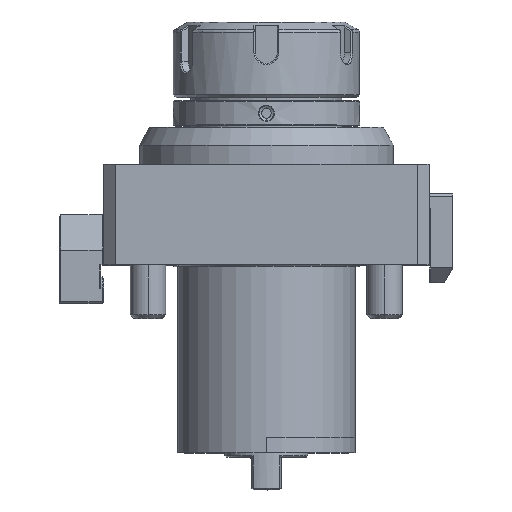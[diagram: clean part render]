
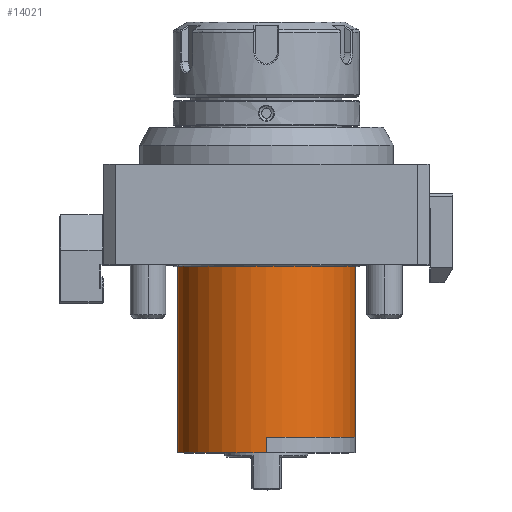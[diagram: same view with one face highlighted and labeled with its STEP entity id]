
A CAD part, top view. The second image highlights one B-rep face of the part: STEP entity #14021.
In plain terms, the highlighted cylindrical face has radius 30 mm (diameter 60 mm), a partial arc.
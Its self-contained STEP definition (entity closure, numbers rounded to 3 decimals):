
#6010=CARTESIAN_POINT('',(0.,-58.2,0.));
#6011=DIRECTION('',(0.,1.,0.));
#6012=DIRECTION('',(0.,0.,1.));
#6013=AXIS2_PLACEMENT_3D('',#6010,#6011,#6012);
#6015=CARTESIAN_POINT('',(0.,-63.5,0.));
#6016=DIRECTION('',(0.,1.,0.));
#6017=DIRECTION('',(0.,0.,-1.));
#6018=AXIS2_PLACEMENT_3D('',#6015,#6016,#6017);
#6020=DIRECTION('',(0.,1.,0.));
#6021=VECTOR('',#6020,58.2);
#6022=CARTESIAN_POINT('',(-30.,-58.2,0.));
#6023=LINE('',#6022,#6021);
#6024=CARTESIAN_POINT('',(0.,0.,0.));
#6025=DIRECTION('',(0.,1.,0.));
#6026=DIRECTION('',(-1.,0.,0.));
#6027=AXIS2_PLACEMENT_3D('',#6024,#6025,#6026);
#6029=DIRECTION('',(0.,-1.,0.));
#6030=VECTOR('',#6029,58.2);
#6031=CARTESIAN_POINT('',(30.,0.,0.));
#6032=LINE('',#6031,#6030);
#6033=CARTESIAN_POINT('',(0.,-58.2,0.));
#6034=DIRECTION('',(0.,1.,0.));
#6035=DIRECTION('',(0.,0.,-1.));
#6036=AXIS2_PLACEMENT_3D('',#6033,#6034,#6035);
#6038=DIRECTION('',(0.,1.,0.));
#6039=VECTOR('',#6038,5.3);
#6040=CARTESIAN_POINT('',(0.,-63.5,-30.));
#6041=LINE('',#6040,#6039);
#6047=DIRECTION('',(0.,1.,0.));
#6048=VECTOR('',#6047,5.3);
#6049=CARTESIAN_POINT('',(0.,-63.5,30.));
#6050=LINE('',#6049,#6048);
#7850=CARTESIAN_POINT('',(0.,-63.5,-30.));
#7851=CARTESIAN_POINT('',(0.,-63.5,30.));
#7852=VERTEX_POINT('',#7850);
#7853=VERTEX_POINT('',#7851);
#7854=CARTESIAN_POINT('',(-30.,0.,0.));
#7855=CARTESIAN_POINT('',(30.,0.,0.));
#7856=VERTEX_POINT('',#7854);
#7857=VERTEX_POINT('',#7855);
#7870=CARTESIAN_POINT('',(0.,-58.2,-30.));
#7871=CARTESIAN_POINT('',(-30.,-58.2,0.));
#7872=VERTEX_POINT('',#7870);
#7873=VERTEX_POINT('',#7871);
#7874=CARTESIAN_POINT('',(0.,-58.2,30.));
#7875=CARTESIAN_POINT('',(30.,-58.2,0.));
#7876=VERTEX_POINT('',#7874);
#7877=VERTEX_POINT('',#7875);
#13999=CARTESIAN_POINT('',(0.,40.725,0.));
#14000=DIRECTION('',(0.,-1.,0.));
#14001=DIRECTION('',(-1.,0.,0.));
#14002=AXIS2_PLACEMENT_3D('',#13999,#14000,#14001);
#14003=CYLINDRICAL_SURFACE('',#14002,30.);
#14005=ORIENTED_EDGE('',*,*,#14004,.F.);
#14007=ORIENTED_EDGE('',*,*,#14006,.F.);
#14009=ORIENTED_EDGE('',*,*,#14008,.F.);
#14011=ORIENTED_EDGE('',*,*,#14010,.T.);
#14013=ORIENTED_EDGE('',*,*,#14012,.T.);
#14015=ORIENTED_EDGE('',*,*,#14014,.T.);
#14016=ORIENTED_EDGE('',*,*,#13992,.T.);
#14018=ORIENTED_EDGE('',*,*,#14017,.T.);
#14019=EDGE_LOOP('',(#14005,#14007,#14009,#14011,#14013,#14015,#14016,#14018));
#14020=FACE_OUTER_BOUND('',#14019,.F.);
#6014=CIRCLE('',#6013,30.);
#6019=CIRCLE('',#6018,30.);
#6028=CIRCLE('',#6027,30.);
#6037=CIRCLE('',#6036,30.);
#13992=EDGE_CURVE('',#7856,#7857,#6028,.T.);
#14004=EDGE_CURVE('',#7876,#7877,#6014,.T.);
#14006=EDGE_CURVE('',#7853,#7876,#6050,.T.);
#14008=EDGE_CURVE('',#7852,#7853,#6019,.T.);
#14010=EDGE_CURVE('',#7852,#7872,#6041,.T.);
#14012=EDGE_CURVE('',#7872,#7873,#6037,.T.);
#14014=EDGE_CURVE('',#7873,#7856,#6023,.T.);
#14017=EDGE_CURVE('',#7857,#7877,#6032,.T.);
#14021=ADVANCED_FACE('',(#14020),#14003,.T.);
